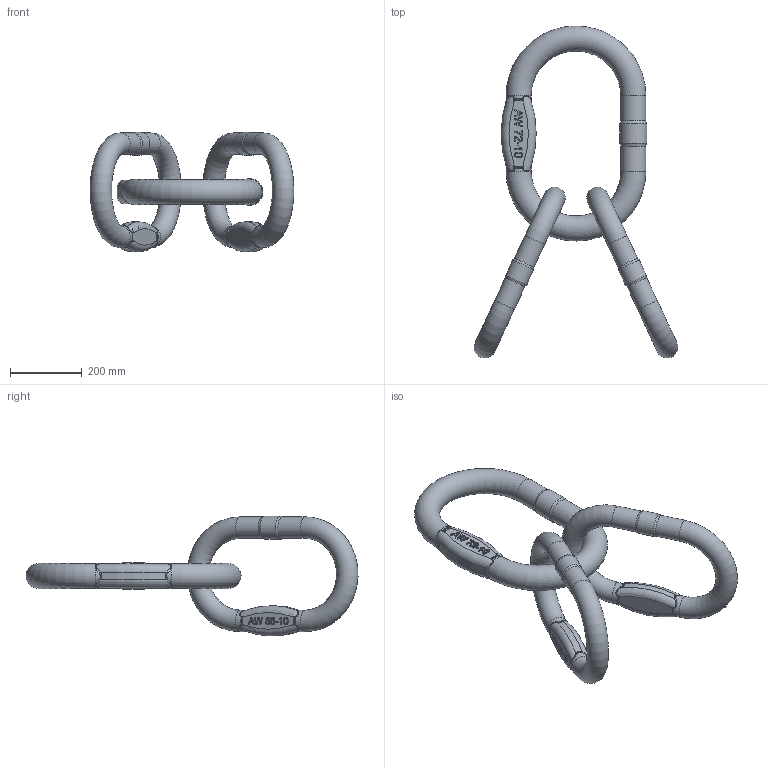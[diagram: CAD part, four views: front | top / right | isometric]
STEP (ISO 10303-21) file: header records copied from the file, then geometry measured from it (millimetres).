
FILE_DESCRIPTION(/* description */ (''),/* implementation_level */ '2;1');
FILE_NAME(/* name */ 'VAW 32 Kundenmodell.stp',/* time_stamp */ '2016-04-13T16:00:09+02:00',/* author */ (''),/* organization */ (''),/* preprocessor_version */ 'ST-DEVELOPER v15',/* originating_system */ 'SIEMENS PLM Software NX 9.0',/* authorisation */ '');
FILE_SCHEMA (('AUTOMOTIVE_DESIGN { 1 0 10303 214 3 1 1 1 }'));
Length unit declared in the file: millimetre
Products named in the file (1): ZER1824F2C3k79c
Bounding box: 568.35 x 926.27 x 334.25 mm (x, y, z)
Volume: 13097464.6 mm3; surface area: 803842.7 mm2
Topology: 3 solids, 3 shells, 378 faces, 939 edges, 566 vertices
Faces by surface type: plane 138, bspline 112, extrusion 65, cylinder 39, torus 18, cone 6
Full cylindrical faces by diameter (mm): 60 x8, 64.5 x2, 70 x2, 75.25 x1
Entity records: 16070 total; most frequent: CARTESIAN_POINT 8629, ORIENTED_EDGE 1764, DIRECTION 1036, EDGE_CURVE 882, VERTEX_POINT 558, B_SPLINE_CURVE_WITH_KNOTS 522, EDGE_LOOP 432, ADVANCED_FACE 378
